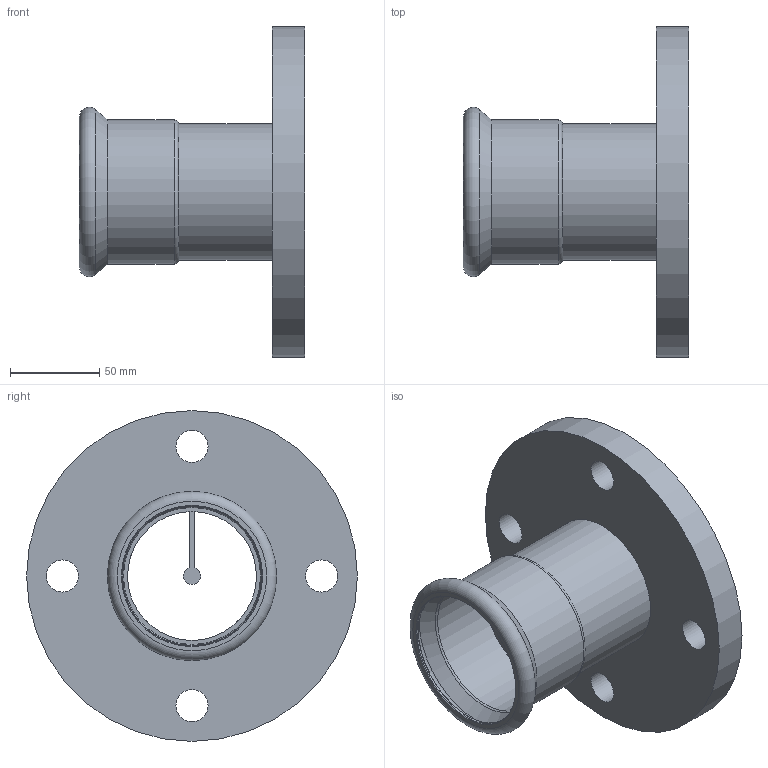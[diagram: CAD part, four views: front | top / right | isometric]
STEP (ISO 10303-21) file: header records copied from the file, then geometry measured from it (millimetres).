
FILE_DESCRIPTION(/* description */ (''),/* implementation_level */ '2;1');
FILE_NAME(/* name */ '33709.stp',/* time_stamp */ '2014-04-01T20:24:03+02:00',/* author */ ('bruh'),/* organization */ (''),/* preprocessor_version */ 'ST-DEVELOPER v15.2',/* originating_system */ 'Autodesk Inventor 2014',/* authorisation */ '');
FILE_SCHEMA (('AUTOMOTIVE_DESIGN { 1 0 10303 214 3 1 1 }'));
Length unit declared in the file: millimetre
Products named in the file (3): 100195; 90726; 33709
Bounding box: 126 x 185 x 185 mm (x, y, z)
Volume: 442894.1 mm3; surface area: 122199.1 mm2
Topology: 2 solids, 2 shells, 31 faces, 63 edges, 39 vertices
Faces by surface type: cylinder 13, plane 10, cone 4, torus 4
Full cylindrical faces by diameter (mm): 18 x4, 72.1 x1, 75.9 x1, 76.1 x1, 76.4 x1, 76.7 x1, 78.2 x1, 80.7 x1, 185 x1
Entity records: 832 total; most frequent: DIRECTION 148, CARTESIAN_POINT 116, ORIENTED_EDGE 84, AXIS2_PLACEMENT_3D 70, EDGE_LOOP 66, EDGE_CURVE 42, FACE_BOUND 39, VERTEX_POINT 38
